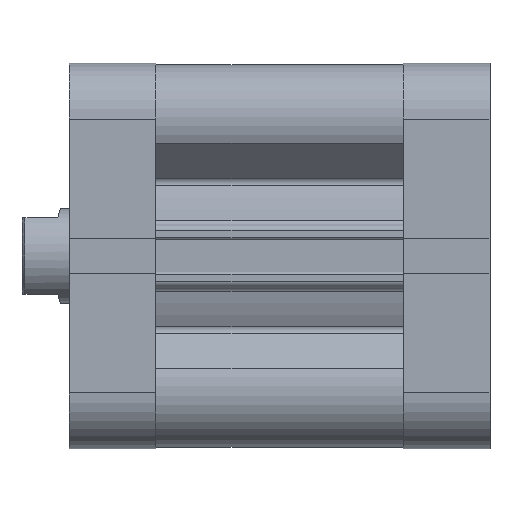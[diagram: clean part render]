
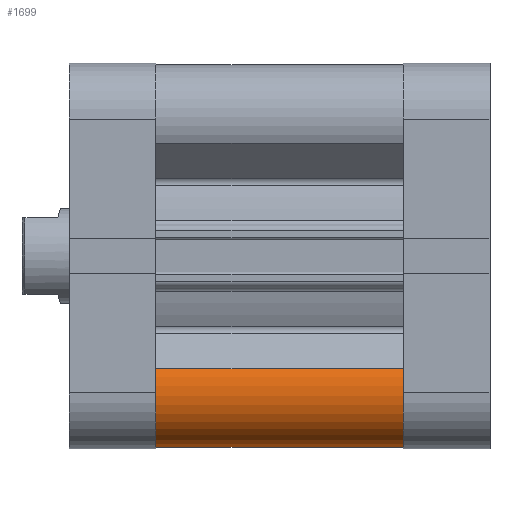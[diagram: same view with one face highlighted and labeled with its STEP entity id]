
A CAD part, front view. The second image highlights one B-rep face of the part: STEP entity #1699.
In plain terms, the highlighted cylindrical face has radius 9.25 mm (diameter 18.5 mm), a partial arc.
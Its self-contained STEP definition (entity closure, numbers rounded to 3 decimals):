
#398 = FACE_OUTER_BOUND ( 'NONE', #1297, .T. ) ;
#401 = CYLINDRICAL_SURFACE ( 'NONE', #5812, 9.25 ) ;
#1297 = EDGE_LOOP ( 'NONE', ( #10021, #10020, #10019, #10017 ) ) ;
#1699 = ADVANCED_FACE ( 'NONE', ( #398 ), #401, .T. ) ;
#1979 = VERTEX_POINT ( 'NONE', #7091 ) ;
#2078 = VERTEX_POINT ( 'NONE', #7124 ) ;
#2709 = VERTEX_POINT ( 'NONE', #7435 ) ;
#3000 = DIRECTION ( 'NONE',  ( 0., 0., -1. ) ) ;
#3002 = DIRECTION ( 'NONE',  ( -1., 0., 0. ) ) ;
#3004 = CARTESIAN_POINT ( 'NONE',  ( -23.25, -23.25, 42. ) ) ;
#3717 = LINE ( 'NONE', #8758, #3719 ) ;
#3719 = VECTOR ( 'NONE', #8759, 1000. ) ;
#3723 = LINE ( 'NONE', #8764, #3724 ) ;
#3724 = VECTOR ( 'NONE', #8765, 1000. ) ;
#3725 = CIRCLE ( 'NONE', #6277, 9.25 ) ;
#3741 = CIRCLE ( 'NONE', #6290, 9.25 ) ;
#4759 = CARTESIAN_POINT ( 'NONE',  ( -19.184, -31.559, 42. ) ) ;
#5457 = EDGE_CURVE ( 'NONE', #2709, #10074, #3725, .T. ) ;
#5458 = EDGE_CURVE ( 'NONE', #10074, #2078, #3717, .T. ) ;
#5460 = EDGE_CURVE ( 'NONE', #2709, #1979, #3723, .T. ) ;
#5468 = EDGE_CURVE ( 'NONE', #1979, #2078, #3741, .T. ) ;
#5812 = AXIS2_PLACEMENT_3D ( 'NONE', #3004, #3000, #3002 ) ;
#6277 = AXIS2_PLACEMENT_3D ( 'NONE', #8755, #8756, #8757 ) ;
#6290 = AXIS2_PLACEMENT_3D ( 'NONE', #8777, #8783, #8784 ) ;
#7091 = CARTESIAN_POINT ( 'NONE',  ( -32.5, -23.25, 0. ) ) ;
#7124 = CARTESIAN_POINT ( 'NONE',  ( -19.184, -31.559, 0. ) ) ;
#7435 = CARTESIAN_POINT ( 'NONE',  ( -32.5, -23.25, 42. ) ) ;
#8755 = CARTESIAN_POINT ( 'NONE',  ( -23.25, -23.25, 42. ) ) ;
#8756 = DIRECTION ( 'NONE',  ( 0., 0., 1. ) ) ;
#8757 = DIRECTION ( 'NONE',  ( -1., 0., 0. ) ) ;
#8758 = CARTESIAN_POINT ( 'NONE',  ( -19.184, -31.559, 42. ) ) ;
#8759 = DIRECTION ( 'NONE',  ( 0., 0., -1. ) ) ;
#8764 = CARTESIAN_POINT ( 'NONE',  ( -32.5, -23.25, 42. ) ) ;
#8765 = DIRECTION ( 'NONE',  ( 0., 0., -1. ) ) ;
#8777 = CARTESIAN_POINT ( 'NONE',  ( -23.25, -23.25, 0. ) ) ;
#8783 = DIRECTION ( 'NONE',  ( 0., 0., 1. ) ) ;
#8784 = DIRECTION ( 'NONE',  ( -1., 0., 0. ) ) ;
#10017 = ORIENTED_EDGE ( 'NONE', *, *, #5458, .F. ) ;
#10019 = ORIENTED_EDGE ( 'NONE', *, *, #5468, .T. ) ;
#10020 = ORIENTED_EDGE ( 'NONE', *, *, #5460, .T. ) ;
#10021 = ORIENTED_EDGE ( 'NONE', *, *, #5457, .F. ) ;
#10074 = VERTEX_POINT ( 'NONE', #4759 ) ;
